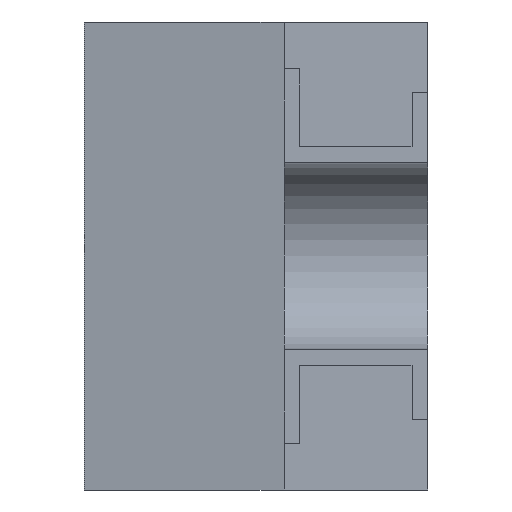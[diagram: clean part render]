
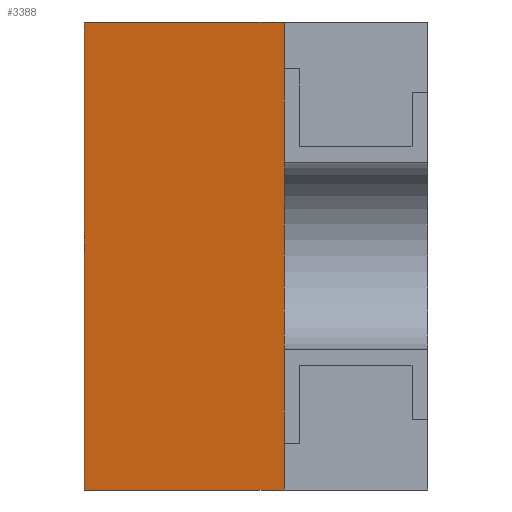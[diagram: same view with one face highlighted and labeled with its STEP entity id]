
A CAD part, left-side view. The second image highlights one B-rep face of the part: STEP entity #3388.
In plain terms, the highlighted planar face has unit normal (-0.985, 0.174, 0).
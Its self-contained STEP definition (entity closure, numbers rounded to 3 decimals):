
#67 = DIRECTION ( 'NONE',  ( 0.985, -0.174, 0. ) ) ;
#84 = DIRECTION ( 'NONE',  ( 0.174, 0.985, 0. ) ) ;
#134 = VERTEX_POINT ( 'NONE', #1635 ) ;
#164 = LINE ( 'NONE', #1853, #1124 ) ;
#286 = CARTESIAN_POINT ( 'NONE',  ( -1., 0.46, -0.75 ) ) ;
#433 = LINE ( 'NONE', #3607, #805 ) ;
#657 = ORIENTED_EDGE ( 'NONE', *, *, #896, .T. ) ;
#725 = DIRECTION ( 'NONE',  ( 0., 0., -1. ) ) ;
#742 = AXIS2_PLACEMENT_3D ( 'NONE', #2968, #67, #84 ) ;
#743 = LINE ( 'NONE', #286, #1295 ) ;
#805 = VECTOR ( 'NONE', #2167, 1000. ) ;
#896 = EDGE_CURVE ( 'NONE', #2443, #134, #743, .T. ) ;
#1076 = ORIENTED_EDGE ( 'NONE', *, *, #1104, .F. ) ;
#1104 = EDGE_CURVE ( 'NONE', #2671, #134, #164, .T. ) ;
#1124 = VECTOR ( 'NONE', #725, 1000. ) ;
#1295 = VECTOR ( 'NONE', #3445, 1000. ) ;
#1417 = EDGE_LOOP ( 'NONE', ( #657, #1076, #3309, #1777 ) ) ;
#1635 = CARTESIAN_POINT ( 'NONE',  ( -1., 0.46, -0.75 ) ) ;
#1665 = EDGE_CURVE ( 'NONE', #3477, #2671, #3601, .T. ) ;
#1777 = ORIENTED_EDGE ( 'NONE', *, *, #3519, .T. ) ;
#1812 = PLANE ( 'NONE',  #742 ) ;
#1853 = CARTESIAN_POINT ( 'NONE',  ( -1., 0.46, 0.75 ) ) ;
#2167 = DIRECTION ( 'NONE',  ( 0., 0., -1. ) ) ;
#2179 = DIRECTION ( 'NONE',  ( -0.174, -0.985, 0. ) ) ;
#2443 = VERTEX_POINT ( 'NONE', #3029 ) ;
#2636 = FACE_OUTER_BOUND ( 'NONE', #1417, .T. ) ;
#2656 = VECTOR ( 'NONE', #2179, 1000. ) ;
#2671 = VERTEX_POINT ( 'NONE', #3223 ) ;
#2968 = CARTESIAN_POINT ( 'NONE',  ( -1., 0.46, 0.75 ) ) ;
#3009 = CARTESIAN_POINT ( 'NONE',  ( -0.887, 1.1, 0.75 ) ) ;
#3029 = CARTESIAN_POINT ( 'NONE',  ( -0.887, 1.1, -0.75 ) ) ;
#3223 = CARTESIAN_POINT ( 'NONE',  ( -1., 0.46, 0.75 ) ) ;
#3283 = CARTESIAN_POINT ( 'NONE',  ( -1., 0.46, 0.75 ) ) ;
#3309 = ORIENTED_EDGE ( 'NONE', *, *, #1665, .F. ) ;
#3388 = ADVANCED_FACE ( 'NONE', ( #2636 ), #1812, .F. ) ;
#3445 = DIRECTION ( 'NONE',  ( -0.174, -0.985, 0. ) ) ;
#3477 = VERTEX_POINT ( 'NONE', #3009 ) ;
#3519 = EDGE_CURVE ( 'NONE', #3477, #2443, #433, .T. ) ;
#3601 = LINE ( 'NONE', #3283, #2656 ) ;
#3607 = CARTESIAN_POINT ( 'NONE',  ( -0.887, 1.1, 0.75 ) ) ;
